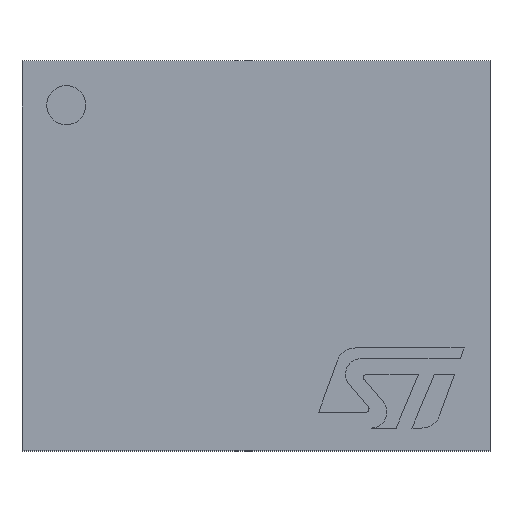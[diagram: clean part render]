
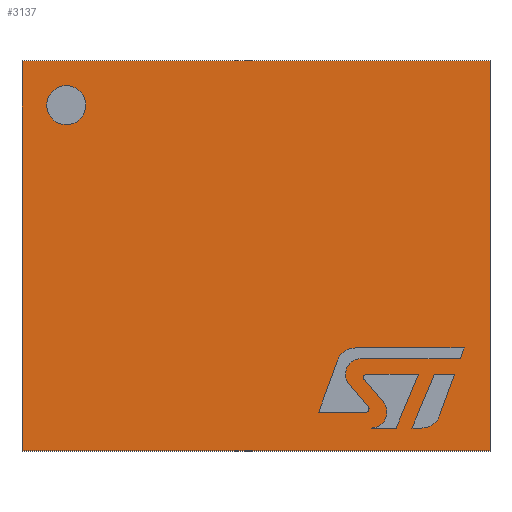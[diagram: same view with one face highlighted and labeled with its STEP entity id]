
A CAD part, top view. The second image highlights one B-rep face of the part: STEP entity #3137.
In plain terms, the highlighted planar face has unit normal (0, 0, 1).
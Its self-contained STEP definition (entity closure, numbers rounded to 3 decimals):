
#31=CIRCLE('',#3456,0.125);
#32=CIRCLE('',#3457,0.125);
#129=FACE_BOUND('',#407,.T.);
#198=FACE_OUTER_BOUND('',#406,.T.);
#406=EDGE_LOOP('',(#2430,#2431,#2432,#2433));
#407=EDGE_LOOP('',(#2434,#2435));
#702=LINE('',#4800,#1111);
#705=LINE('',#4806,#1114);
#708=LINE('',#4812,#1117);
#711=LINE('',#4816,#1120);
#1111=VECTOR('',#3923,10.);
#1114=VECTOR('',#3928,10.);
#1117=VECTOR('',#3933,10.);
#1120=VECTOR('',#3938,10.);
#1457=VERTEX_POINT('',#4783);
#1458=VERTEX_POINT('',#4784);
#1463=VERTEX_POINT('',#4797);
#1464=VERTEX_POINT('',#4799);
#1466=VERTEX_POINT('',#4805);
#1468=VERTEX_POINT('',#4811);
#1801=EDGE_CURVE('',#1457,#1458,#31,.T.);
#1802=EDGE_CURVE('',#1458,#1457,#32,.T.);
#1808=EDGE_CURVE('',#1464,#1463,#702,.T.);
#1811=EDGE_CURVE('',#1466,#1464,#705,.T.);
#1814=EDGE_CURVE('',#1468,#1466,#708,.T.);
#1817=EDGE_CURVE('',#1463,#1468,#711,.T.);
#2430=ORIENTED_EDGE('',*,*,#1817,.T.);
#2431=ORIENTED_EDGE('',*,*,#1814,.T.);
#2432=ORIENTED_EDGE('',*,*,#1811,.T.);
#2433=ORIENTED_EDGE('',*,*,#1808,.T.);
#2434=ORIENTED_EDGE('',*,*,#1801,.T.);
#2435=ORIENTED_EDGE('',*,*,#1802,.T.);
#2963=PLANE('',#3465);
#3137=ADVANCED_FACE('',(#198,#129),#2963,.T.);
#3456=AXIS2_PLACEMENT_3D('',#4785,#3908,#3909);
#3457=AXIS2_PLACEMENT_3D('',#4786,#3910,#3911);
#3465=AXIS2_PLACEMENT_3D('',#4817,#3939,#3940);
#3908=DIRECTION('center_axis',(0.,0.,-1.));
#3909=DIRECTION('ref_axis',(1.,0.,0.));
#3910=DIRECTION('center_axis',(0.,0.,-1.));
#3911=DIRECTION('ref_axis',(1.,0.,0.));
#3923=DIRECTION('',(-1.,0.,0.));
#3928=DIRECTION('',(0.,1.,0.));
#3933=DIRECTION('',(1.,0.,0.));
#3938=DIRECTION('',(0.,-1.,0.));
#3939=DIRECTION('center_axis',(0.,0.,1.));
#3940=DIRECTION('ref_axis',(1.,0.,0.));
#4783=CARTESIAN_POINT('',(-1.091,0.966,0.76));
#4784=CARTESIAN_POINT('',(-1.341,0.966,0.76));
#4785=CARTESIAN_POINT('Origin',(-1.216,0.966,0.76));
#4786=CARTESIAN_POINT('Origin',(-1.216,0.966,0.76));
#4797=CARTESIAN_POINT('',(-1.5,1.25,0.76));
#4799=CARTESIAN_POINT('',(1.5,1.25,0.76));
#4800=CARTESIAN_POINT('',(1.5,1.25,0.76));
#4805=CARTESIAN_POINT('',(1.5,-1.25,0.76));
#4806=CARTESIAN_POINT('',(1.5,-1.25,0.76));
#4811=CARTESIAN_POINT('',(-1.5,-1.25,0.76));
#4812=CARTESIAN_POINT('',(-1.5,-1.25,0.76));
#4816=CARTESIAN_POINT('',(-1.5,1.25,0.76));
#4817=CARTESIAN_POINT('Origin',(0.,0.,0.76));
